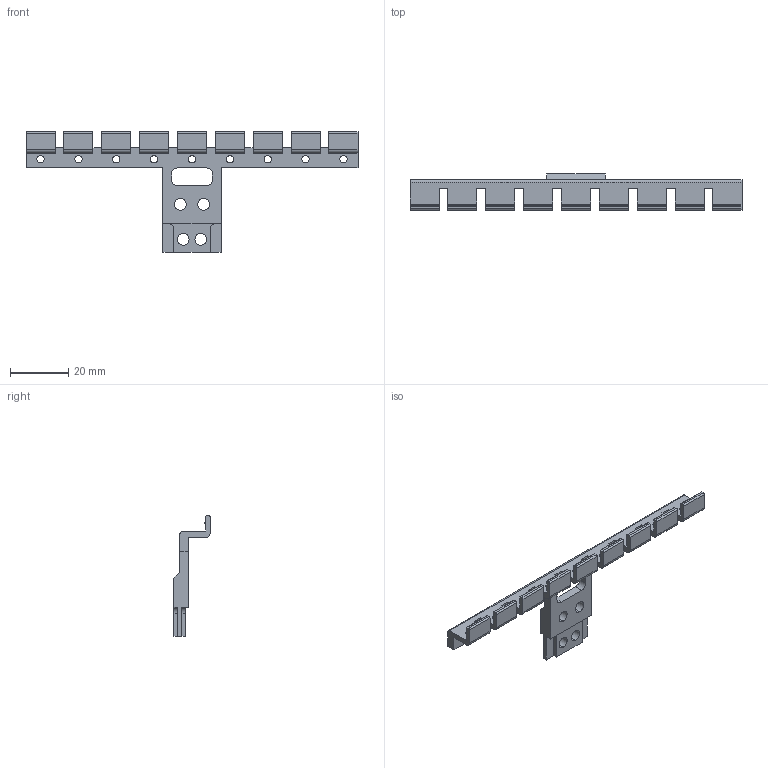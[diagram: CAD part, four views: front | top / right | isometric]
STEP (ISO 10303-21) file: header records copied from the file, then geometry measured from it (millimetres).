
FILE_DESCRIPTION (( 'STEP AP203' ), '1' );
FILE_NAME ('Steel Pull Rake.STEP', '2025-12-15T04:06:52', ( '' ), ( '' ), 'SwSTEP 2.0', 'SolidWorks 2023', '' );
FILE_SCHEMA (( 'CONFIG_CONTROL_DESIGN' ));
Length unit declared in the file: millimetre
Products named in the file (1): Steel Pull Rake
Bounding box: 114 x 12.5 x 41.5 mm (x, y, z)
Volume: 6032 mm3; surface area: 6599.8 mm2
Topology: 1 solids, 1 shells, 187 faces, 555 edges, 370 vertices
Faces by surface type: cylinder 98, plane 89
Entity records: 6456 total; most frequent: DIRECTION 1127, CARTESIAN_POINT 1113, ORIENTED_EDGE 1110, EDGE_CURVE 555, AXIS2_PLACEMENT_3D 384, VERTEX_POINT 370, LINE 359, VECTOR 359
